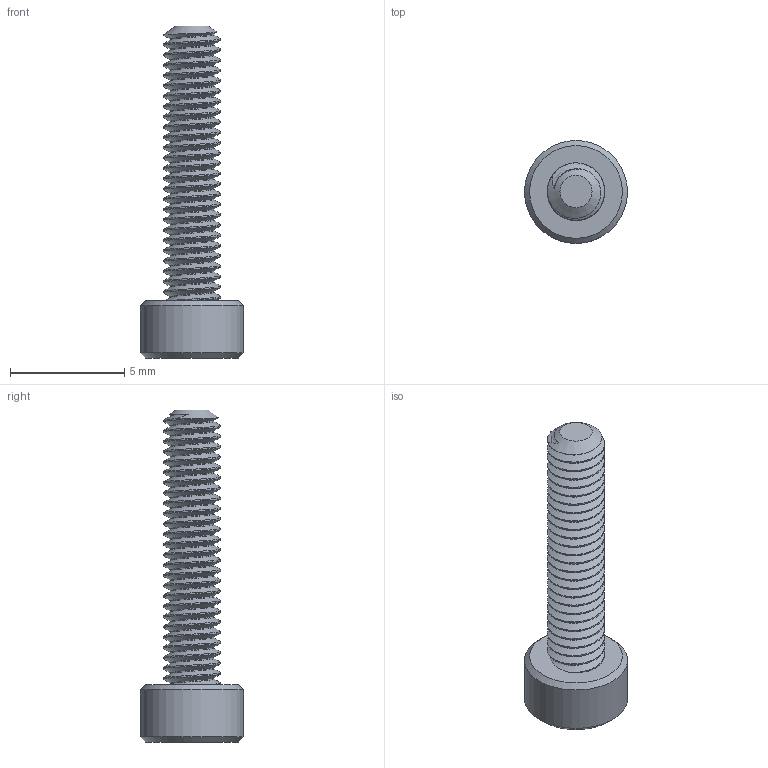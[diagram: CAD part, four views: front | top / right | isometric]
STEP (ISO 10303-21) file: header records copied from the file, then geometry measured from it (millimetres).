
FILE_DESCRIPTION(/* description */ (''),/* implementation_level */ '2;1');
FILE_NAME(/* name */ '91292A016_18-8 Stainless Steel Socket Head Screw_north.step',/* time_stamp */ '2023-07-10T19:37:47-06:00',/* author */ (''),/* organization */ (''),/* preprocessor_version */ 'ST-DEVELOPER v19.2',/* originating_system */ 'Autodesk Translation Framework v12.6.0.85',/* authorisation */ '');
FILE_SCHEMA (('AUTOMOTIVE_DESIGN { 1 0 10303 214 3 1 1 }'));
Length unit declared in the file: millimetre
Products named in the file (1): 91292A016_18-8 Stainless Steel Socket Head Screw
Bounding box: 4.5 x 4.5 x 14.5 mm (x, y, z)
Volume: 79.8 mm3; surface area: 216.2 mm2
Topology: 1 solids, 1 shells, 76 faces, 203 edges, 131 vertices
Faces by surface type: cylinder 55, plane 10, cone 9, bspline 2
Full cylindrical faces by diameter (mm): 1.915 x25, 2.5 x25, 4.5 x1
Entity records: 7263 total; most frequent: CARTESIAN_POINT 5571, ORIENTED_EDGE 406, DIRECTION 252, EDGE_CURVE 203, VERTEX_POINT 131, B_SPLINE_CURVE_WITH_KNOTS 112, AXIS2_PLACEMENT_3D 92, EDGE_LOOP 78
